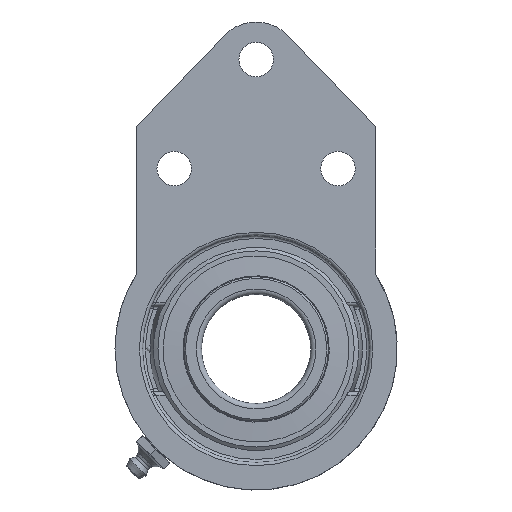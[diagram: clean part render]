
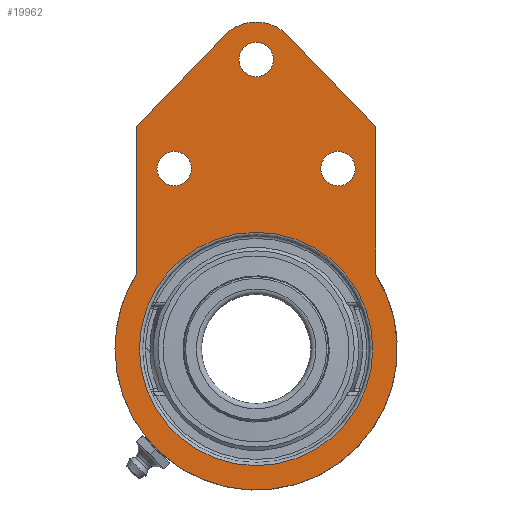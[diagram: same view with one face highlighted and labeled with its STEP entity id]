
A CAD part, front view. The second image highlights one B-rep face of the part: STEP entity #19962.
In plain terms, the highlighted face is planar.
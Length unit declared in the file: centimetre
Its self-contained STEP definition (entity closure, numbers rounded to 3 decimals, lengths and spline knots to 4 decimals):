
#18808=CARTESIAN_POINT('',(-4.1,0.,0.));
#18809=VERTEX_POINT('',#18808);
#18816=CARTESIAN_POINT('',(-3.475,-2.1759,0.));
#18817=VERTEX_POINT('',#18816);
#18818=CARTESIAN_POINT('',(0.,0.,0.));
#18819=DIRECTION('',(0.,0.,1.));
#18820=DIRECTION('',(1.,0.,0.));
#18821=AXIS2_PLACEMENT_3D('',#18818,#18819,#18820);
#18822=CIRCLE('',#18821,4.1);
#18823=EDGE_CURVE('',#18809,#18817,#18822,.T.);
#19638=CARTESIAN_POINT('',(3.475,-6.4598,0.));
#19639=VERTEX_POINT('',#19638);
#19646=CARTESIAN_POINT('',(3.475,-2.1759,0.));
#19647=VERTEX_POINT('',#19646);
#19648=CARTESIAN_POINT('',(3.475,-12351.4598,0.));
#19649=DIRECTION('',(0.,1.,0.));
#19650=VECTOR('',#19649,24690.);
#19651=LINE('',#19648,#19650);
#19652=EDGE_CURVE('',#19639,#19647,#19651,.T.);
#19750=CARTESIAN_POINT('',(0.9136,-9.1122,0.));
#19751=VERTEX_POINT('',#19750);
#19758=CARTESIAN_POINT('',(-8574.644,-8889.3621,0.));
#19759=DIRECTION('',(0.695,0.719,0.));
#19760=VECTOR('',#19759,24690.);
#19761=LINE('',#19758,#19760);
#19762=EDGE_CURVE('',#19751,#19639,#19761,.T.);
#19774=CARTESIAN_POINT('',(-0.9136,-9.1122,0.));
#19775=VERTEX_POINT('',#19774);
#19782=CARTESIAN_POINT('',(0.,-8.23,0.));
#19783=DIRECTION('',(0.,0.,1.));
#19784=DIRECTION('',(1.,0.,-0.));
#19785=AXIS2_PLACEMENT_3D('',#19782,#19783,#19784);
#19786=CIRCLE('',#19785,1.27);
#19787=EDGE_CURVE('',#19775,#19751,#19786,.T.);
#19799=CARTESIAN_POINT('',(-3.475,-6.4598,0.));
#19800=VERTEX_POINT('',#19799);
#19807=CARTESIAN_POINT('',(-8579.0326,8873.7901,0.));
#19808=DIRECTION('',(0.695,-0.719,0.));
#19809=VECTOR('',#19808,24690.);
#19810=LINE('',#19807,#19809);
#19811=EDGE_CURVE('',#19800,#19775,#19810,.T.);
#19825=CARTESIAN_POINT('',(-3.475,12342.8241,0.));
#19826=DIRECTION('',(0.,-1.,0.));
#19827=VECTOR('',#19826,24690.);
#19828=LINE('',#19825,#19827);
#19829=EDGE_CURVE('',#18817,#19800,#19828,.T.);
#19852=CARTESIAN_POINT('',(1.88,-5.24,0.));
#19853=VERTEX_POINT('',#19852);
#19862=CARTESIAN_POINT('',(2.38,-5.24,0.));
#19863=DIRECTION('',(0.,0.,1.));
#19864=DIRECTION('',(1.,0.,-0.));
#19865=AXIS2_PLACEMENT_3D('',#19862,#19863,#19864);
#19866=CIRCLE('',#19865,0.5);
#19867=EDGE_CURVE('',#19853,#19853,#19866,.T.);
#19877=CARTESIAN_POINT('',(-0.5,-8.41,0.));
#19878=VERTEX_POINT('',#19877);
#19887=CARTESIAN_POINT('',(0.,-8.41,0.));
#19888=DIRECTION('',(0.,0.,1.));
#19889=DIRECTION('',(1.,0.,-0.));
#19890=AXIS2_PLACEMENT_3D('',#19887,#19888,#19889);
#19891=CIRCLE('',#19890,0.5);
#19892=EDGE_CURVE('',#19878,#19878,#19891,.T.);
#19902=CARTESIAN_POINT('',(-2.88,-5.24,0.));
#19903=VERTEX_POINT('',#19902);
#19912=CARTESIAN_POINT('',(-2.38,-5.24,0.));
#19913=DIRECTION('',(0.,0.,1.));
#19914=DIRECTION('',(1.,0.,-0.));
#19915=AXIS2_PLACEMENT_3D('',#19912,#19913,#19914);
#19916=CIRCLE('',#19915,0.5);
#19917=EDGE_CURVE('',#19903,#19903,#19916,.T.);
#19922=CARTESIAN_POINT('',(-0.,-2.5786,0.));
#19923=DIRECTION('',(0.,0.,1.));
#19924=DIRECTION('',(1.,0.,0.));
#19925=AXIS2_PLACEMENT_3D('',#19922,#19923,#19924);
#19926=PLANE('',#19925);
#19927=ORIENTED_EDGE('',*,*,#19867,.T.);
#19928=EDGE_LOOP('',(#19927));
#19929=FACE_BOUND('',#19928,.T.);
#19930=ORIENTED_EDGE('',*,*,#19892,.T.);
#19931=EDGE_LOOP('',(#19930));
#19932=FACE_BOUND('',#19931,.T.);
#19933=ORIENTED_EDGE('',*,*,#19917,.T.);
#19934=EDGE_LOOP('',(#19933));
#19935=FACE_BOUND('',#19934,.T.);
#19936=ORIENTED_EDGE('',*,*,#19829,.F.);
#19937=ORIENTED_EDGE('',*,*,#18823,.F.);
#19938=CARTESIAN_POINT('',(0.,0.,0.));
#19939=DIRECTION('',(0.,0.,1.));
#19940=DIRECTION('',(1.,0.,0.));
#19941=AXIS2_PLACEMENT_3D('',#19938,#19939,#19940);
#19942=CIRCLE('',#19941,4.1);
#19943=EDGE_CURVE('',#19647,#18809,#19942,.T.);
#19944=ORIENTED_EDGE('',*,*,#19943,.F.);
#19945=ORIENTED_EDGE('',*,*,#19652,.F.);
#19946=ORIENTED_EDGE('',*,*,#19762,.F.);
#19947=ORIENTED_EDGE('',*,*,#19787,.F.);
#19948=ORIENTED_EDGE('',*,*,#19811,.F.);
#19949=EDGE_LOOP('',(#19936,#19937,#19944,#19945,#19946,#19947,#19948));
#19950=FACE_BOUND('',#19949,.T.);
#19951=CARTESIAN_POINT('',(0.,3.3897,0.));
#19952=VERTEX_POINT('',#19951);
#19953=CARTESIAN_POINT('',(0.,0.,0.));
#19954=DIRECTION('',(-0.,0.,-1.));
#19955=DIRECTION('',(-0.,-1.,0.));
#19956=AXIS2_PLACEMENT_3D('',#19953,#19954,#19955);
#19957=CIRCLE('',#19956,3.3897);
#19958=EDGE_CURVE('',#19952,#19952,#19957,.T.);
#19959=ORIENTED_EDGE('',*,*,#19958,.F.);
#19960=EDGE_LOOP('',(#19959));
#19961=FACE_BOUND('',#19960,.T.);
#19962=ADVANCED_FACE('',(#19929,#19932,#19935,#19950,#19961),#19926,.F.);
